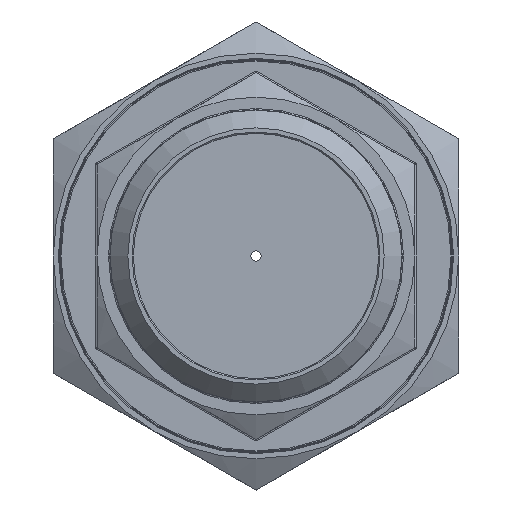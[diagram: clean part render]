
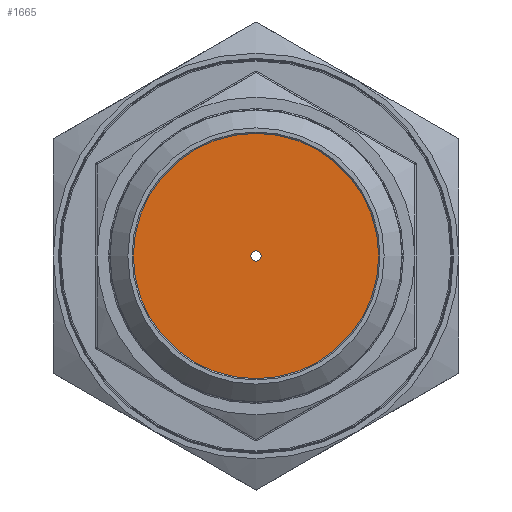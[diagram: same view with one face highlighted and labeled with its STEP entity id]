
A CAD part, front view. The second image highlights one B-rep face of the part: STEP entity #1665.
In plain terms, the highlighted planar face has unit normal (0, -1, 0).
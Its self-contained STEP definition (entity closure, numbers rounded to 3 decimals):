
#346=PLANE('',#1907);
#377=FACE_BOUND('',#637,.T.);
#493=FACE_OUTER_BOUND('',#636,.T.);
#636=EDGE_LOOP('',(#1521));
#637=EDGE_LOOP('',(#1522));
#718=CIRCLE('',#1908,47.5);
#719=CIRCLE('',#1909,2.);
#863=VERTEX_POINT('',#3296);
#864=VERTEX_POINT('',#3298);
#1092=EDGE_CURVE('',#863,#863,#718,.T.);
#1093=EDGE_CURVE('',#864,#864,#719,.T.);
#1521=ORIENTED_EDGE('',*,*,#1092,.T.);
#1522=ORIENTED_EDGE('',*,*,#1093,.F.);
#1665=ADVANCED_FACE('',(#493,#377),#346,.F.);
#1907=AXIS2_PLACEMENT_3D('',#3295,#2407,#2408);
#1908=AXIS2_PLACEMENT_3D('',#3297,#2409,#2410);
#1909=AXIS2_PLACEMENT_3D('',#3299,#2411,#2412);
#2407=DIRECTION('center_axis',(0.,1.,0.));
#2408=DIRECTION('ref_axis',(0.,0.,1.));
#2409=DIRECTION('center_axis',(0.,-1.,0.));
#2410=DIRECTION('ref_axis',(1.,0.,0.));
#2411=DIRECTION('center_axis',(0.,-1.,0.));
#2412=DIRECTION('ref_axis',(1.,0.,0.));
#3295=CARTESIAN_POINT('Origin',(47.5,102.9,0.));
#3296=CARTESIAN_POINT('',(47.5,102.9,0.));
#3297=CARTESIAN_POINT('Origin',(0.,102.9,0.));
#3298=CARTESIAN_POINT('',(-2.,102.9,0.));
#3299=CARTESIAN_POINT('Origin',(0.,102.9,0.));
